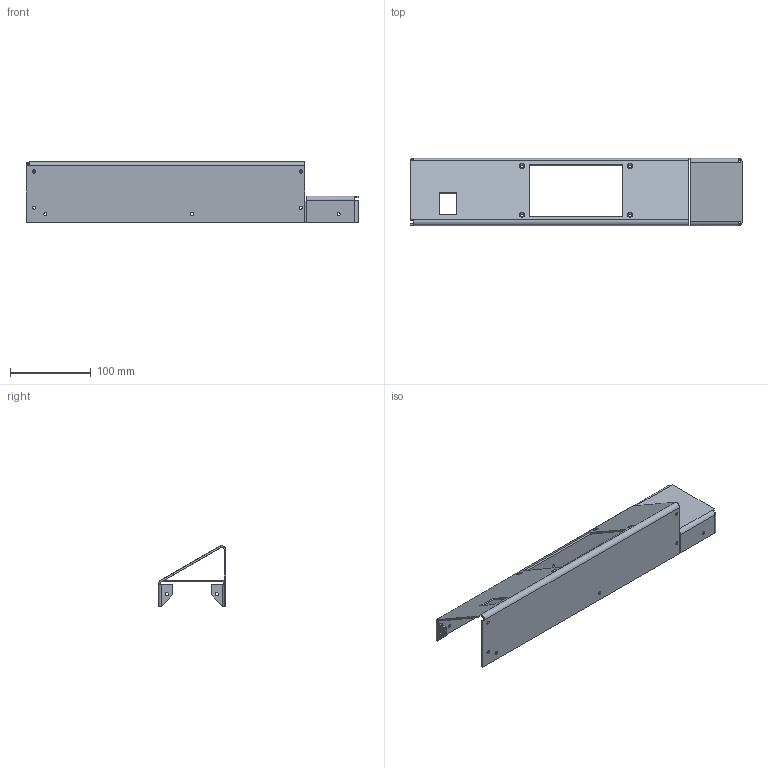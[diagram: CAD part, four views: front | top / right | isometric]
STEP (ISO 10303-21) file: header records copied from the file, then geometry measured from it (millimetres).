
FILE_DESCRIPTION(('FreeCAD Model'),'2;1');
FILE_NAME('control_panel_front.step','2019-10-08T11:26:50',('Author'),(''), 'Open CASCADE STEP processor 7.3','FreeCAD','Unknown');
FILE_SCHEMA(('AUTOMOTIVE_DESIGN { 1 0 10303 214 1 1 1 1 }'));
Length unit declared in the file: millimetre
Products named in the file (1): Chamfer001
Bounding box: 412 x 83.63 x 75 mm (x, y, z)
Volume: 135847.3 mm3; surface area: 140416 mm2
Topology: 1 solids, 1 shells, 88 faces, 237 edges, 151 vertices
Faces by surface type: plane 51, cylinder 33, cone 4
Full cylindrical faces by diameter (mm): 4 x16, 4.22 x3
Entity records: 6018 total; most frequent: CARTESIAN_POINT 1227, DIRECTION 888, LINE 529, VECTOR 529, ORIENTED_EDGE 474, PCURVE 474, DEFINITIONAL_REPRESENTATION 474, EDGE_CURVE 237
